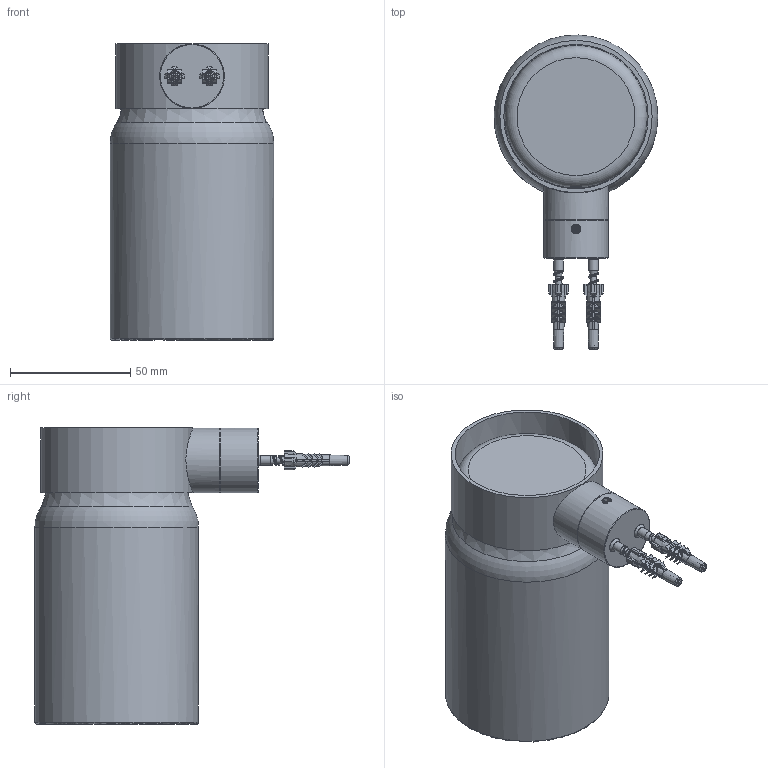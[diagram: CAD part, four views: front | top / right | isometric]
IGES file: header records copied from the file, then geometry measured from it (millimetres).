
Global section: file name: No Iges File Name specified; native system: Autodesk Inventor 2012; preprocessor: AutoDesk Inventor Iges Exporter R2012; author: mblakey; date: 20121025.092528; units: millimetre
Bounding box: 67.99 x 130.56 x 123.14 mm (x, y, z)
Volume: 80281.2 mm3; surface area: 71145.8 mm2
Topology: 10 solids, 10 shells, 556 faces, 1581 edges, 1034 vertices
Faces by surface type: plane 433, revolution 58, cylinder 35, cone 18, torus 8, bspline 4
Full cylindrical faces by diameter (mm): 2.387 x1, 3 x1, 3.92 x2, 4 x1, 5.5 x1, 8.2 x2, 20.38 x2, 26.85 x2, 59 x1, 63.26 x1, 68 x1
